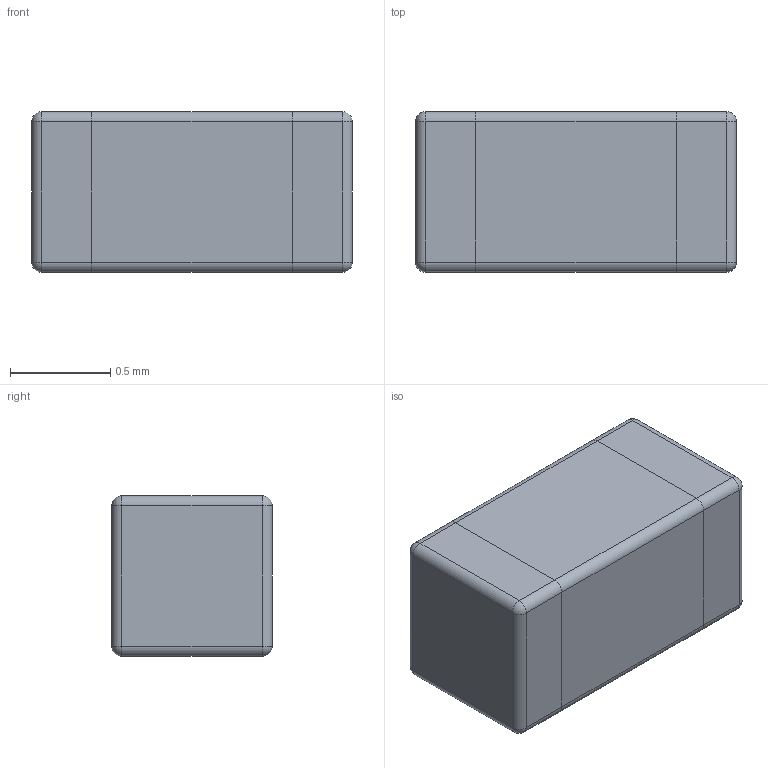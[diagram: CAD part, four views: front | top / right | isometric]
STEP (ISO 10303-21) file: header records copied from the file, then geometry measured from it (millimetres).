
FILE_DESCRIPTION (( 'STEP AP214' ), '1' );
FILE_NAME ('ACML-0603.STEP', '2013-09-26T10:13:27', ( '' ), ( '' ), 'SwSTEP 2.0', 'SolidWorks 2012', '' );
FILE_SCHEMA (( 'AUTOMOTIVE_DESIGN' ));
Length unit declared in the file: millimetre
Products named in the file (1): ACML-0603
Bounding box: 1.6 x 0.8 x 0.8 mm (x, y, z)
Volume: 1 mm3; surface area: 6.1 mm2
Topology: 1 solids, 1 shells, 147 faces, 364 edges, 224 vertices
Faces by surface type: plane 69, bspline 50, cylinder 20, sphere 8
Entity records: 7490 total; most frequent: CARTESIAN_POINT 4242, ORIENTED_EDGE 712, DIRECTION 484, EDGE_CURVE 356, LINE 224, VERTEX_POINT 224, VECTOR 224, EDGE_LOOP 160
